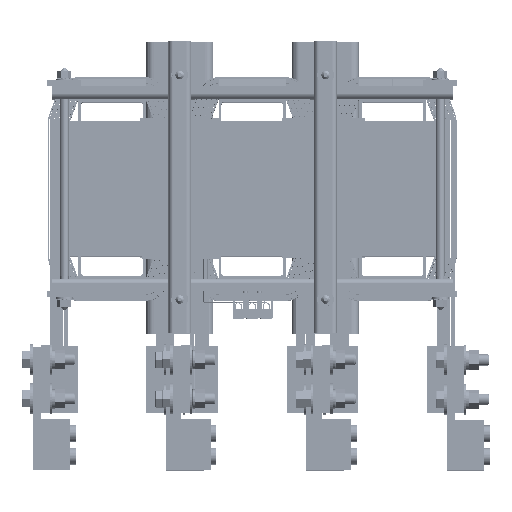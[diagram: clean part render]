
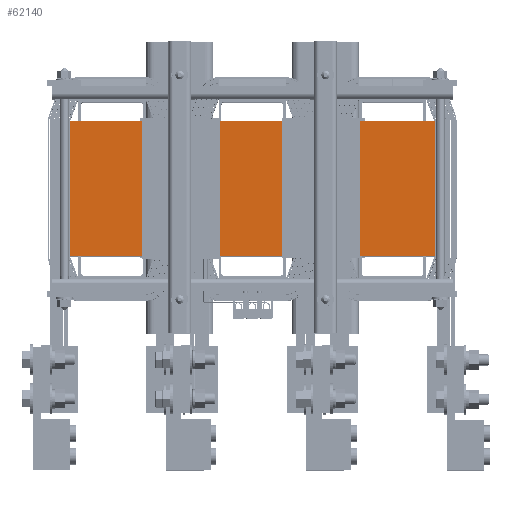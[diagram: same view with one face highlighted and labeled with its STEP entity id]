
A CAD part, top view. The second image highlights one B-rep face of the part: STEP entity #62140.
In plain terms, the highlighted face is planar.
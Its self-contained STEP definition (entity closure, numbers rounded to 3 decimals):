
#5716=FACE_OUTER_BOUND('',#9179,.T.);
#9179=EDGE_LOOP('',(#41357,#41358,#41359,#41360));
#12914=LINE('',#91023,#19319);
#12915=LINE('',#91025,#19320);
#12916=LINE('',#91027,#19321);
#12917=LINE('',#91028,#19322);
#19319=VECTOR('',#72527,0.394);
#19320=VECTOR('',#72528,0.394);
#19321=VECTOR('',#72529,0.394);
#19322=VECTOR('',#72530,0.394);
#25724=VERTEX_POINT('',#91021);
#25725=VERTEX_POINT('',#91022);
#25726=VERTEX_POINT('',#91024);
#25727=VERTEX_POINT('',#91026);
#31956=EDGE_CURVE('',#25724,#25725,#12914,.T.);
#31957=EDGE_CURVE('',#25726,#25724,#12915,.T.);
#31958=EDGE_CURVE('',#25727,#25726,#12916,.T.);
#31959=EDGE_CURVE('',#25725,#25727,#12917,.T.);
#41357=ORIENTED_EDGE('',*,*,#31956,.F.);
#41358=ORIENTED_EDGE('',*,*,#31957,.F.);
#41359=ORIENTED_EDGE('',*,*,#31958,.F.);
#41360=ORIENTED_EDGE('',*,*,#31959,.F.);
#60159=PLANE('',#66477);
#62140=ADVANCED_FACE('',(#5716),#60159,.F.);
#66477=AXIS2_PLACEMENT_3D('',#91020,#72525,#72526);
#72525=DIRECTION('center_axis',(0.,0.,1.));
#72526=DIRECTION('ref_axis',(1.,0.,0.));
#72527=DIRECTION('',(0.,1.,0.));
#72528=DIRECTION('',(1.,0.,0.));
#72529=DIRECTION('',(0.,-1.,0.));
#72530=DIRECTION('',(-1.,0.,0.));
#91020=CARTESIAN_POINT('Origin',(6.403,-2.058,-1.875));
#91021=CARTESIAN_POINT('',(14.528,-5.058,-1.875));
#91022=CARTESIAN_POINT('',(14.528,0.942,-1.875));
#91023=CARTESIAN_POINT('',(14.528,0.942,-1.875));
#91024=CARTESIAN_POINT('',(-1.722,-5.058,-1.875));
#91025=CARTESIAN_POINT('',(14.528,-5.058,-1.875));
#91026=CARTESIAN_POINT('',(-1.722,0.942,-1.875));
#91027=CARTESIAN_POINT('',(-1.722,-5.058,-1.875));
#91028=CARTESIAN_POINT('',(-1.722,0.942,-1.875));
